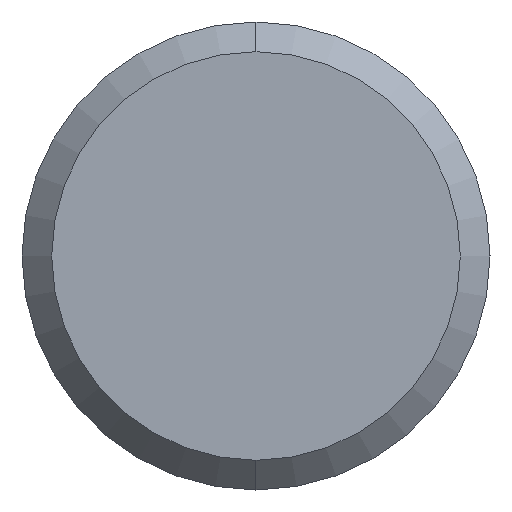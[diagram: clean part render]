
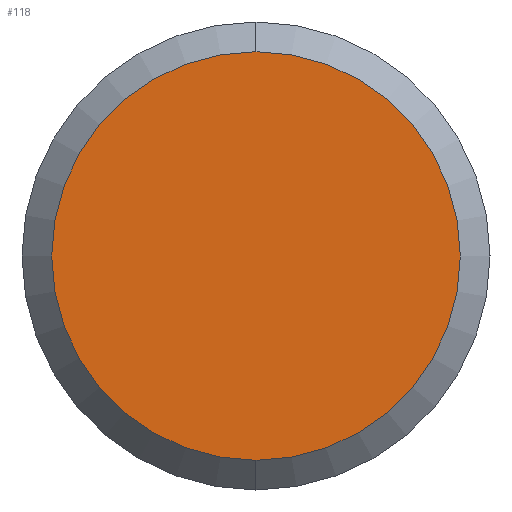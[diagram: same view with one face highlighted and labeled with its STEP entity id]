
A CAD part, left-side view. The second image highlights one B-rep face of the part: STEP entity #118.
In plain terms, the highlighted planar face has unit normal (-1, 0, 0).
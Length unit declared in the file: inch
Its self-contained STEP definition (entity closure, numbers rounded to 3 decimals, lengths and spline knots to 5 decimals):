
#14 = DIRECTION ( 'NONE',  ( -1., 0., 0. ) ) ;
#23 = VERTEX_POINT ( 'NONE', #323 ) ;
#24 = DIRECTION ( 'NONE',  ( 0., 0., -1. ) ) ;
#41 = CARTESIAN_POINT ( 'NONE',  ( 0., 0., 0. ) ) ;
#59 = VERTEX_POINT ( 'NONE', #303 ) ;
#61 = EDGE_CURVE ( 'NONE', #23, #59, #208, .T. ) ;
#107 = CARTESIAN_POINT ( 'NONE',  ( 0., 0.17185, 0. ) ) ;
#118 = ADVANCED_FACE ( 'NONE', ( #331 ), #281, .T. ) ;
#141 = ORIENTED_EDGE ( 'NONE', *, *, #61, .F. ) ;
#158 = DIRECTION ( 'NONE',  ( 0., 0., -1. ) ) ;
#181 = EDGE_LOOP ( 'NONE', ( #141, #300 ) ) ;
#197 = AXIS2_PLACEMENT_3D ( 'NONE', #107, #14, #220 ) ;
#208 = CIRCLE ( 'NONE', #357, 0.17185 ) ;
#214 = AXIS2_PLACEMENT_3D ( 'NONE', #370, #230, #24 ) ;
#220 = DIRECTION ( 'NONE',  ( 0., 0., 1. ) ) ;
#230 = DIRECTION ( 'NONE',  ( 1., 0., 0. ) ) ;
#281 = PLANE ( 'NONE',  #197 ) ;
#294 = CIRCLE ( 'NONE', #214, 0.17185 ) ;
#300 = ORIENTED_EDGE ( 'NONE', *, *, #328, .F. ) ;
#303 = CARTESIAN_POINT ( 'NONE',  ( 0., 0., 0.17185 ) ) ;
#323 = CARTESIAN_POINT ( 'NONE',  ( 0., 0., -0.17185 ) ) ;
#326 = DIRECTION ( 'NONE',  ( 1., 0., 0. ) ) ;
#328 = EDGE_CURVE ( 'NONE', #59, #23, #294, .T. ) ;
#331 = FACE_OUTER_BOUND ( 'NONE', #181, .T. ) ;
#357 = AXIS2_PLACEMENT_3D ( 'NONE', #41, #326, #158 ) ;
#370 = CARTESIAN_POINT ( 'NONE',  ( 0., 0., 0. ) ) ;
